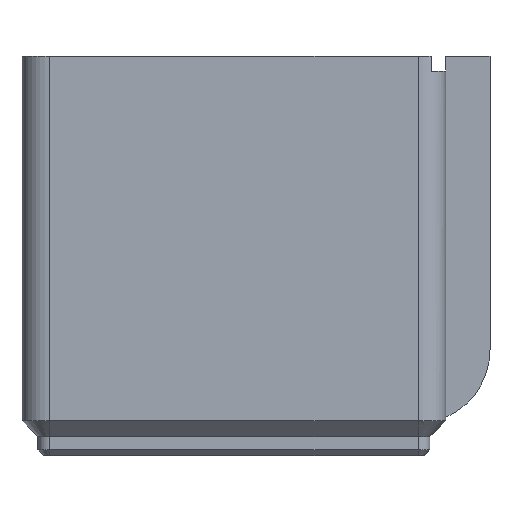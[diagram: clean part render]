
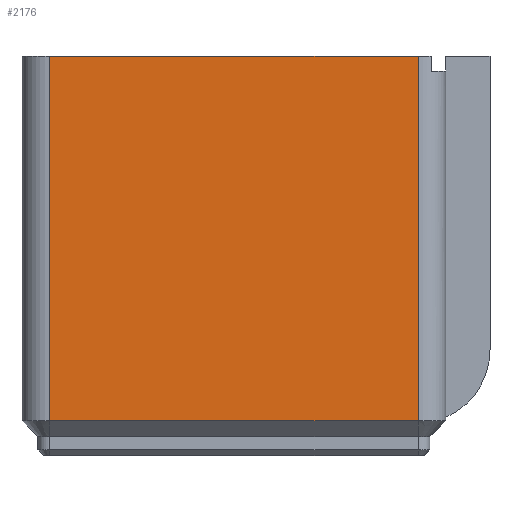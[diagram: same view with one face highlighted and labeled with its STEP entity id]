
A CAD part, left-side view. The second image highlights one B-rep face of the part: STEP entity #2176.
In plain terms, the highlighted planar face has unit normal (-1, 0, 0).
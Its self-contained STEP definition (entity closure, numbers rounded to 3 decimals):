
#127=PLANE('',#2409);
#251=FACE_OUTER_BOUND('',#378,.T.);
#378=EDGE_LOOP('',(#2006,#2007,#2008,#2009));
#411=LINE('',#3153,#621);
#555=LINE('',#3708,#765);
#584=LINE('',#3792,#794);
#589=LINE('',#3820,#799);
#621=VECTOR('',#2483,10.);
#765=VECTOR('',#2913,10.);
#794=VECTOR('',#3016,10.);
#799=VECTOR('',#3059,10.);
#913=VERTEX_POINT('',#3150);
#914=VERTEX_POINT('',#3152);
#1049=VERTEX_POINT('',#3704);
#1067=VERTEX_POINT('',#3790);
#1112=EDGE_CURVE('',#913,#914,#411,.T.);
#1329=EDGE_CURVE('',#914,#1049,#555,.T.);
#1372=EDGE_CURVE('',#913,#1067,#584,.T.);
#1385=EDGE_CURVE('',#1049,#1067,#589,.T.);
#2006=ORIENTED_EDGE('',*,*,#1112,.F.);
#2007=ORIENTED_EDGE('',*,*,#1372,.T.);
#2008=ORIENTED_EDGE('',*,*,#1385,.F.);
#2009=ORIENTED_EDGE('',*,*,#1329,.F.);
#2176=ADVANCED_FACE('',(#251),#127,.T.);
#2409=AXIS2_PLACEMENT_3D('',#3819,#3057,#3058);
#2483=DIRECTION('',(0.,0.,-1.));
#2913=DIRECTION('',(0.,1.,0.));
#3016=DIRECTION('',(0.,1.,0.));
#3057=DIRECTION('center_axis',(-1.,0.,0.));
#3058=DIRECTION('ref_axis',(0.,-1.,0.));
#3059=DIRECTION('',(0.,0.,1.));
#3150=CARTESIAN_POINT('',(0.,3.75,49.2));
#3152=CARTESIAN_POINT('',(0.,3.75,-0.25));
#3153=CARTESIAN_POINT('',(0.,3.75,0.));
#3704=CARTESIAN_POINT('',(0.,53.75,-0.25));
#3708=CARTESIAN_POINT('',(0.,9.,-0.25));
#3790=CARTESIAN_POINT('',(0.,53.75,49.2));
#3792=CARTESIAN_POINT('',(0.,43.125,49.2));
#3819=CARTESIAN_POINT('Origin',(0.,57.5,0.));
#3820=CARTESIAN_POINT('',(0.,53.75,0.));
